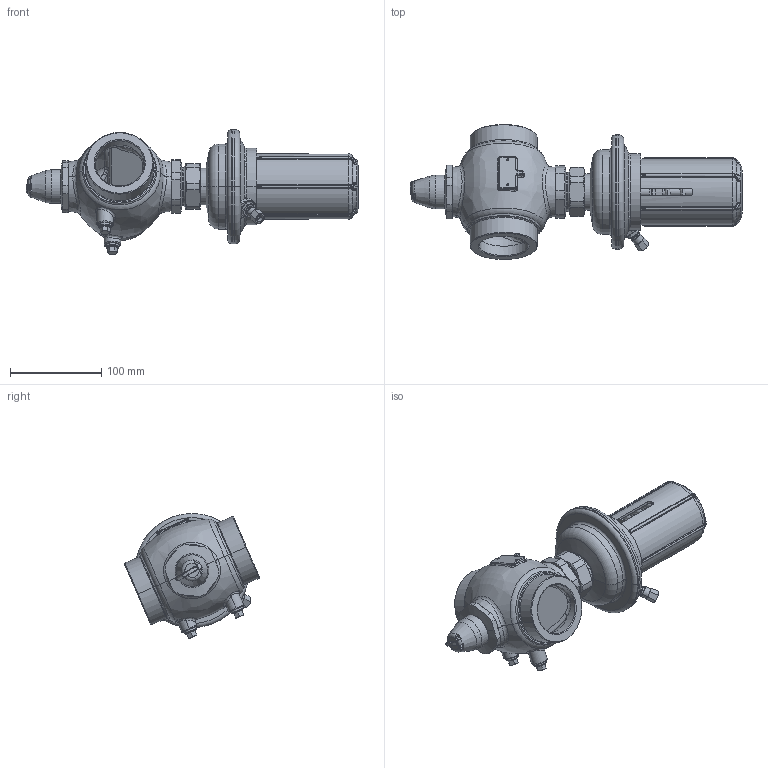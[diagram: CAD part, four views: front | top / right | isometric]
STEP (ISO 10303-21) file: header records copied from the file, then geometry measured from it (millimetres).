
FILE_DESCRIPTION((''),'2;1');
FILE_NAME('003H6451','2015-03-06T',('u317927'),('Danfoss'),'PRO/ENGINEER BY PARAMETRIC TECHNOLOGY CORPORATION, 2014000','PRO/ENGINEER BY PARAMETRIC TECHNOLOGY CORPORATION, 2014000','');
FILE_SCHEMA(('CONFIG_CONTROL_DESIGN'));
Length unit declared in the file: millimetre
Products named in the file (1): 003H6451
Bounding box: 363.87 x 147.99 x 137.07 mm (x, y, z)
Volume: 840262.9 mm3; surface area: 294121.6 mm2
Topology: 2 solids, 2 shells, 1398 faces, 3263 edges, 1930 vertices
Faces by surface type: cylinder 343, plane 325, bspline 284, torus 221, cone 212, sphere 13
Entity records: 67446 total; most frequent: CARTESIAN_POINT 37406, ORIENTED_EDGE 6514, DIRECTION 6044, EDGE_CURVE 3257, AXIS2_PLACEMENT_3D 2590, VERTEX_POINT 1930, EDGE_LOOP 1507, CIRCLE 1476
